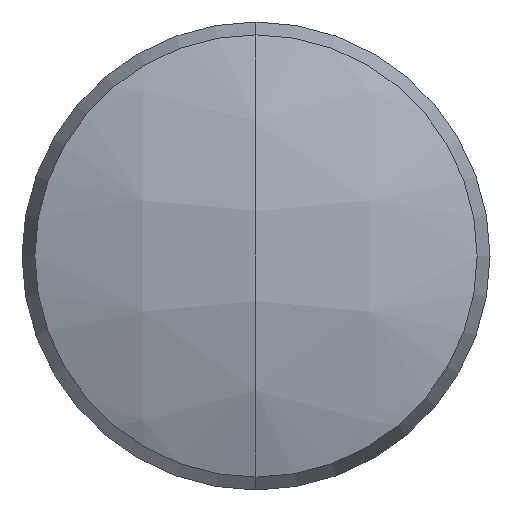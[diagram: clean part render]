
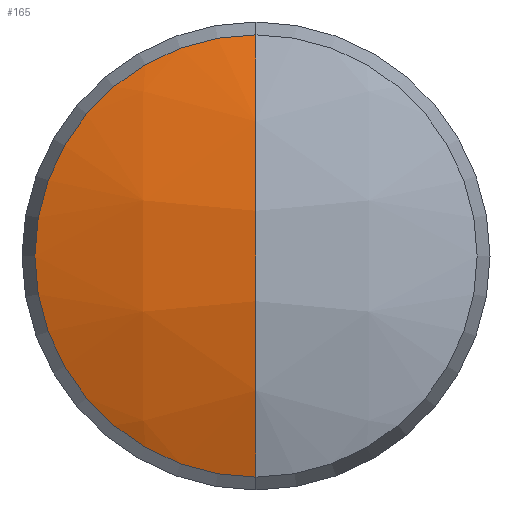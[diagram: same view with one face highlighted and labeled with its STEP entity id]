
A CAD part, left-side view. The second image highlights one B-rep face of the part: STEP entity #165.
In plain terms, the highlighted spherical face has radius 6.5 mm.
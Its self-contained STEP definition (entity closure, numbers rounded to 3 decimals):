
#13 = CIRCLE ( 'NONE', #251, 6.5 ) ;
#21 = EDGE_LOOP ( 'NONE', ( #235, #191 ) ) ;
#23 = AXIS2_PLACEMENT_3D ( 'NONE', #59, #148, #166 ) ;
#51 = EDGE_CURVE ( 'NONE', #132, #254, #232, .T. ) ;
#59 = CARTESIAN_POINT ( 'NONE',  ( -104.555, 0., 0. ) ) ;
#64 = DIRECTION ( 'NONE',  ( 1., 0., 0. ) ) ;
#70 = CARTESIAN_POINT ( 'NONE',  ( -98.5, 0., 0. ) ) ;
#81 = AXIS2_PLACEMENT_3D ( 'NONE', #70, #143, #64 ) ;
#90 = EDGE_CURVE ( 'NONE', #254, #132, #13, .T. ) ;
#94 = CARTESIAN_POINT ( 'NONE',  ( -104.555, 0., -2.362 ) ) ;
#96 = FACE_OUTER_BOUND ( 'NONE', #21, .T. ) ;
#132 = VERTEX_POINT ( 'NONE', #238 ) ;
#143 = DIRECTION ( 'NONE',  ( 0., 1., 0. ) ) ;
#148 = DIRECTION ( 'NONE',  ( -1., 0., 0. ) ) ;
#165 = ADVANCED_FACE ( 'NONE', ( #96 ), #181, .T. ) ;
#166 = DIRECTION ( 'NONE',  ( 0., 0., -1. ) ) ;
#168 = DIRECTION ( 'NONE',  ( 0., 1., 0. ) ) ;
#181 = SPHERICAL_SURFACE ( 'NONE', #81, 6.5 ) ;
#191 = ORIENTED_EDGE ( 'NONE', *, *, #90, .T. ) ;
#232 = CIRCLE ( 'NONE', #23, 2.362 ) ;
#235 = ORIENTED_EDGE ( 'NONE', *, *, #51, .T. ) ;
#238 = CARTESIAN_POINT ( 'NONE',  ( -104.555, 0., 2.362 ) ) ;
#244 = DIRECTION ( 'NONE',  ( -1., 0., 0. ) ) ;
#246 = CARTESIAN_POINT ( 'NONE',  ( -98.5, 0., 0. ) ) ;
#251 = AXIS2_PLACEMENT_3D ( 'NONE', #246, #168, #244 ) ;
#254 = VERTEX_POINT ( 'NONE', #94 ) ;
